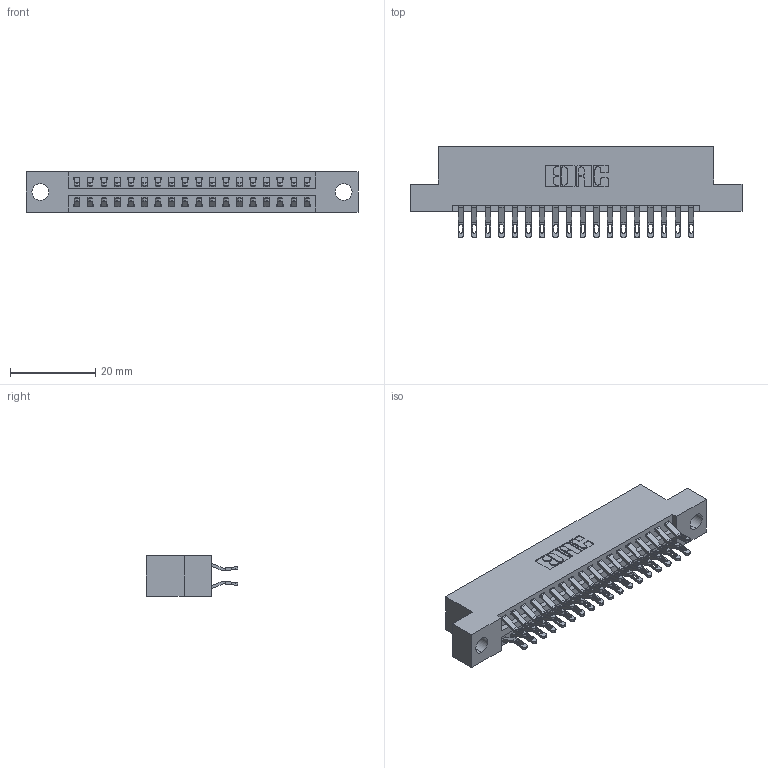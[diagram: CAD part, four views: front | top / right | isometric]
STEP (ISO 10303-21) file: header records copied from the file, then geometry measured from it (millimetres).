
FILE_DESCRIPTION (( 'STEP AP203' ), '1' );
FILE_NAME ('346-036-555-204.STEP', '2022-05-19T21:56:13', ( '' ), ( '' ), 'SwSTEP 2.0', 'SolidWorks 2020', '' );
FILE_SCHEMA (( 'CONFIG_CONTROL_DESIGN' ));
Length unit declared in the file: inch
Products named in the file (3): 345-292-001_555 Tail; 346-036-555-204; 346 Part_Flush Mounting Lugs - 0.156 Dia-TH
Assembly tree (37 placements, depth 2):
  346-036-555-204
    346 Part_Flush Mounting Lugs - 0.156 Dia-TH
    345-292-001_555 Tail  x36
Bounding box: 77.72 x 21.46 x 9.4 mm (x, y, z)
Volume: 7391.1 mm3; surface area: 10002.5 mm2
Topology: 37 solids, 37 shells, 2224 faces, 6953 edges, 4634 vertices
Faces by surface type: plane 1278, cylinder 946
Entity records: 15723 total; most frequent: CARTESIAN_POINT 2664, ORIENTED_EDGE 2566, DIRECTION 2367, EDGE_CURVE 1283, VECTOR 1059, LINE 1059, VERTEX_POINT 854, AXIS2_PLACEMENT_3D 654
